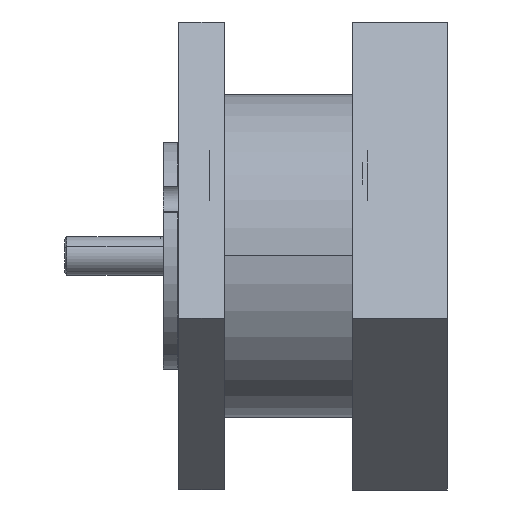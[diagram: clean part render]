
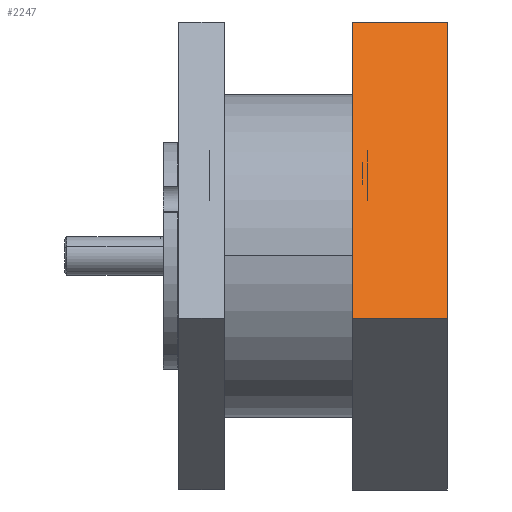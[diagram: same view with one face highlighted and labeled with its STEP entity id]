
A CAD part, top view. The second image highlights one B-rep face of the part: STEP entity #2247.
In plain terms, the highlighted planar face has unit normal (0, 0.5, 0.866).
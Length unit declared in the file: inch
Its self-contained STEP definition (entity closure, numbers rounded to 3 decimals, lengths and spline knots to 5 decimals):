
#182 = LINE ( 'NONE', #230, #2988 ) ;
#230 = CARTESIAN_POINT ( 'NONE',  ( -2.0105, 2.47533, 10.42233 ) ) ;
#264 = DIRECTION ( 'NONE',  ( 0., -0.866, 0.5 ) ) ;
#1014 = CARTESIAN_POINT ( 'NONE',  ( -2.0105, 2.47533, 10.42233 ) ) ;
#1026 = DIRECTION ( 'NONE',  ( -1., 0., 0. ) ) ;
#1044 = LINE ( 'NONE', #1014, #2594 ) ;
#1574 = VERTEX_POINT ( 'NONE', #4997 ) ;
#1703 = VERTEX_POINT ( 'NONE', #5175 ) ;
#1719 = VERTEX_POINT ( 'NONE', #5068 ) ;
#1721 = EDGE_LOOP ( 'NONE', ( #4000, #4217, #4147, #4166 ) ) ;
#1783 = VERTEX_POINT ( 'NONE', #5171 ) ;
#2247 = ADVANCED_FACE ( 'NONE', ( #2886 ), #2794, .F. ) ;
#2594 = VECTOR ( 'NONE', #1026, 39.37008 ) ;
#2625 = LINE ( 'NONE', #2693, #3053 ) ;
#2642 = DIRECTION ( 'NONE',  ( -1., 0., 0. ) ) ;
#2693 = CARTESIAN_POINT ( 'NONE',  ( -2.0105, 0.52678, 11.54733 ) ) ;
#2695 = CARTESIAN_POINT ( 'NONE',  ( -2.6355, 2.47533, 10.42233 ) ) ;
#2718 = DIRECTION ( 'NONE',  ( 0., -0.866, 0.5 ) ) ;
#2725 = LINE ( 'NONE', #2695, #3019 ) ;
#2794 = PLANE ( 'NONE',  #3023 ) ;
#2801 = DIRECTION ( 'NONE',  ( 0., -0.5, -0.866 ) ) ;
#2847 = CARTESIAN_POINT ( 'NONE',  ( -2.0105, 2.47533, 10.42233 ) ) ;
#2860 = DIRECTION ( 'NONE',  ( 1., 0., 0. ) ) ;
#2886 = FACE_OUTER_BOUND ( 'NONE', #1721, .T. ) ;
#2988 = VECTOR ( 'NONE', #264, 39.37008 ) ;
#3019 = VECTOR ( 'NONE', #2718, 39.37008 ) ;
#3023 = AXIS2_PLACEMENT_3D ( 'NONE', #2847, #2801, #2860 ) ;
#3053 = VECTOR ( 'NONE', #2642, 39.37008 ) ;
#4000 = ORIENTED_EDGE ( 'NONE', *, *, #4618, .T. ) ;
#4147 = ORIENTED_EDGE ( 'NONE', *, *, #4585, .F. ) ;
#4166 = ORIENTED_EDGE ( 'NONE', *, *, #4905, .T. ) ;
#4217 = ORIENTED_EDGE ( 'NONE', *, *, #4620, .F. ) ;
#4585 = EDGE_CURVE ( 'NONE', #1703, #1574, #182, .T. ) ;
#4618 = EDGE_CURVE ( 'NONE', #1719, #1783, #2725, .T. ) ;
#4620 = EDGE_CURVE ( 'NONE', #1574, #1783, #2625, .T. ) ;
#4905 = EDGE_CURVE ( 'NONE', #1703, #1719, #1044, .T. ) ;
#4997 = CARTESIAN_POINT ( 'NONE',  ( -2.0105, 0.52678, 11.54733 ) ) ;
#5068 = CARTESIAN_POINT ( 'NONE',  ( -2.6355, 2.47533, 10.42233 ) ) ;
#5171 = CARTESIAN_POINT ( 'NONE',  ( -2.6355, 0.52678, 11.54733 ) ) ;
#5175 = CARTESIAN_POINT ( 'NONE',  ( -2.0105, 2.47533, 10.42233 ) ) ;
